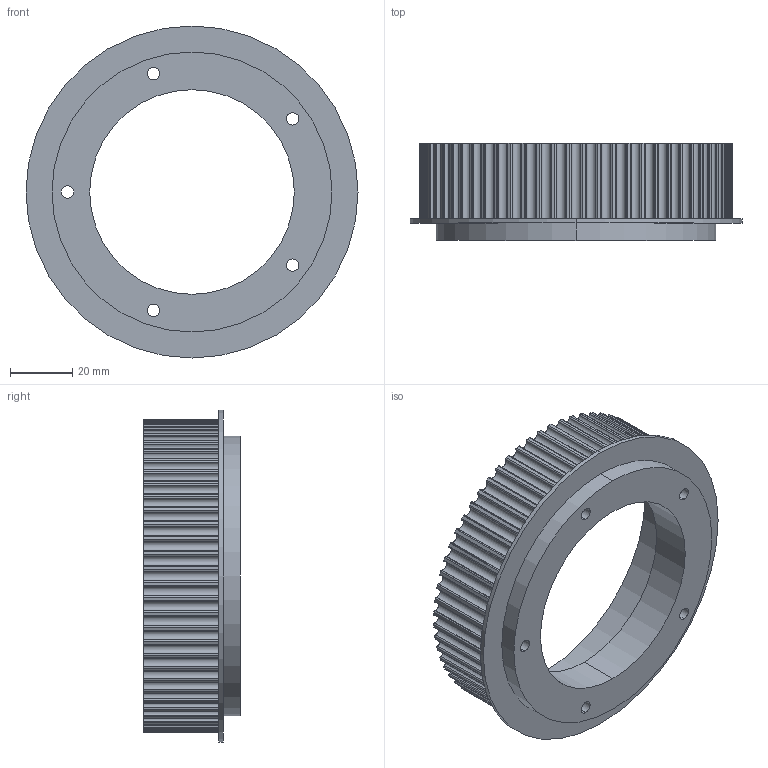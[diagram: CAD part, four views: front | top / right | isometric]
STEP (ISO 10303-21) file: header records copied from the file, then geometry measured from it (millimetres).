
FILE_DESCRIPTION (( 'STEP AP214' ), '1' );
FILE_NAME ('MBS64TWheelPulley.STEP', '2022-02-17T02:52:44', ( '' ), ( '' ), 'SwSTEP 2.0', 'SolidWorks 2022', '' );
FILE_SCHEMA (( 'AUTOMOTIVE_DESIGN' ));
Length unit declared in the file: millimetre
Products named in the file (1): MBS64TWheelPulley
Bounding box: 106.72 x 31.05 x 106.72 mm (x, y, z)
Volume: 68208.5 mm3; surface area: 32974.3 mm2
Topology: 1 solids, 1 shells, 348 faces, 1029 edges, 686 vertices
Faces by surface type: cylinder 279, plane 69
Entity records: 11989 total; most frequent: DIRECTION 2285, CARTESIAN_POINT 2064, ORIENTED_EDGE 2058, EDGE_CURVE 1029, AXIS2_PLACEMENT_3D 907, VERTEX_POINT 686, CIRCLE 558, VECTOR 471
